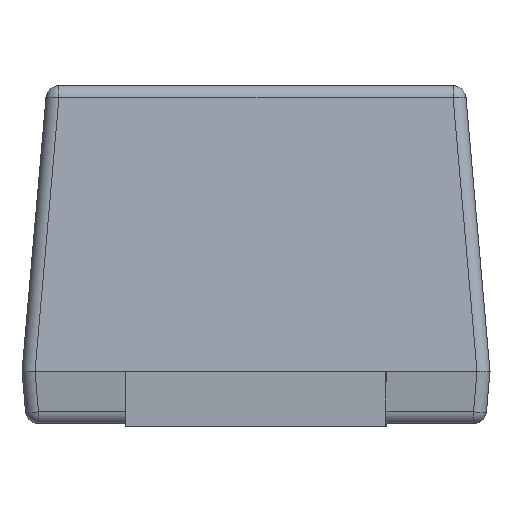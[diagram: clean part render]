
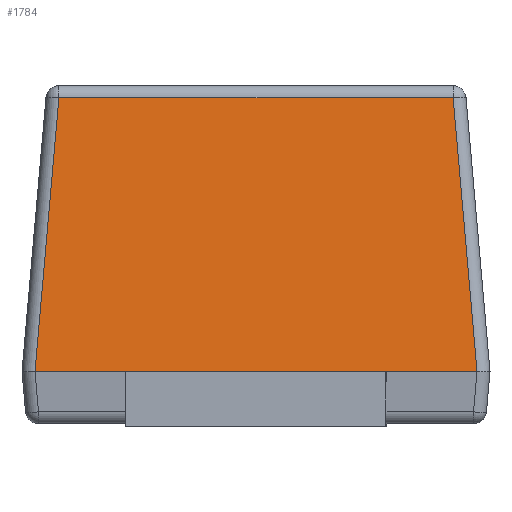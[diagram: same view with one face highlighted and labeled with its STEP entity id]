
A CAD part, left-side view. The second image highlights one B-rep face of the part: STEP entity #1784.
In plain terms, the highlighted planar face has unit normal (-0.996, 0, 0.087).
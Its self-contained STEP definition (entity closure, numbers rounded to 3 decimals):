
#387 = CARTESIAN_POINT ( 'NONE',  ( -1.4, 0.85, 0. ) ) ;
#433 = CARTESIAN_POINT ( 'NONE',  ( -1.4, 0.851, -0.004 ) ) ;
#436 = DIRECTION ( 'NONE',  ( 0.087, 0.087, 0.992 ) ) ;
#512 = VECTOR ( 'NONE', #4114, 1000. ) ;
#563 = VERTEX_POINT ( 'NONE', #3299 ) ;
#567 = ORIENTED_EDGE ( 'NONE', *, *, #2557, .T. ) ;
#570 = DIRECTION ( 'NONE',  ( 0., -1., 0. ) ) ;
#962 = AXIS2_PLACEMENT_3D ( 'NONE', #4048, #3563, #4880 ) ;
#970 = PLANE ( 'NONE',  #962 ) ;
#1100 = EDGE_CURVE ( 'NONE', #2136, #4082, #2216, .T. ) ;
#1111 = VERTEX_POINT ( 'NONE', #387 ) ;
#1116 = CARTESIAN_POINT ( 'NONE',  ( -1.4, 0.9, 0. ) ) ;
#1151 = LINE ( 'NONE', #1499, #2440 ) ;
#1290 = ORIENTED_EDGE ( 'NONE', *, *, #5002, .T. ) ;
#1307 = LINE ( 'NONE', #1116, #5668 ) ;
#1460 = VECTOR ( 'NONE', #3104, 1000. ) ;
#1499 = CARTESIAN_POINT ( 'NONE',  ( -1.4, 0.9, 0. ) ) ;
#1784 = ADVANCED_FACE ( 'NONE', ( #1824 ), #970, .T. ) ;
#1791 = CARTESIAN_POINT ( 'NONE',  ( -1.4, -0.85, 0. ) ) ;
#1824 = FACE_OUTER_BOUND ( 'NONE', #3823, .T. ) ;
#1831 = EDGE_CURVE ( 'NONE', #4082, #563, #3003, .T. ) ;
#1846 = ORIENTED_EDGE ( 'NONE', *, *, #3536, .T. ) ;
#1959 = CARTESIAN_POINT ( 'NONE',  ( -1.308, 0.804, 1.054 ) ) ;
#2136 = VERTEX_POINT ( 'NONE', #1791 ) ;
#2216 = LINE ( 'NONE', #4805, #5418 ) ;
#2331 = EDGE_CURVE ( 'NONE', #563, #1111, #5134, .T. ) ;
#2359 = CARTESIAN_POINT ( 'NONE',  ( -1.4, 0.9, 0. ) ) ;
#2440 = VECTOR ( 'NONE', #3270, 1000. ) ;
#2557 = EDGE_CURVE ( 'NONE', #4843, #4171, #1307, .T. ) ;
#2578 = ORIENTED_EDGE ( 'NONE', *, *, #1100, .T. ) ;
#2971 = VECTOR ( 'NONE', #570, 1000. ) ;
#3003 = LINE ( 'NONE', #1959, #512 ) ;
#3104 = DIRECTION ( 'NONE',  ( -0.087, 0.087, -0.992 ) ) ;
#3270 = DIRECTION ( 'NONE',  ( 0., -1., 0. ) ) ;
#3299 = CARTESIAN_POINT ( 'NONE',  ( -1.308, 0.758, 1.054 ) ) ;
#3536 = EDGE_CURVE ( 'NONE', #1111, #4843, #4110, .T. ) ;
#3563 = DIRECTION ( 'NONE',  ( -0.996, 0., 0.087 ) ) ;
#3574 = CARTESIAN_POINT ( 'NONE',  ( -1.4, 0.5, 0. ) ) ;
#3823 = EDGE_LOOP ( 'NONE', ( #4917, #4410, #1846, #567, #1290, #2578 ) ) ;
#4048 = CARTESIAN_POINT ( 'NONE',  ( -1.4, 0.9, 0. ) ) ;
#4082 = VERTEX_POINT ( 'NONE', #4345 ) ;
#4110 = LINE ( 'NONE', #2359, #2971 ) ;
#4114 = DIRECTION ( 'NONE',  ( 0., 1., 0. ) ) ;
#4171 = VERTEX_POINT ( 'NONE', #4441 ) ;
#4345 = CARTESIAN_POINT ( 'NONE',  ( -1.308, -0.758, 1.054 ) ) ;
#4410 = ORIENTED_EDGE ( 'NONE', *, *, #2331, .T. ) ;
#4441 = CARTESIAN_POINT ( 'NONE',  ( -1.4, -0.5, 0. ) ) ;
#4805 = CARTESIAN_POINT ( 'NONE',  ( -1.387, -0.837, 0.151 ) ) ;
#4843 = VERTEX_POINT ( 'NONE', #3574 ) ;
#4880 = DIRECTION ( 'NONE',  ( 0.087, 0., 0.996 ) ) ;
#4917 = ORIENTED_EDGE ( 'NONE', *, *, #1831, .T. ) ;
#5002 = EDGE_CURVE ( 'NONE', #4171, #2136, #1151, .T. ) ;
#5134 = LINE ( 'NONE', #433, #1460 ) ;
#5418 = VECTOR ( 'NONE', #436, 1000. ) ;
#5502 = DIRECTION ( 'NONE',  ( 0., -1., 0. ) ) ;
#5668 = VECTOR ( 'NONE', #5502, 1000. ) ;
